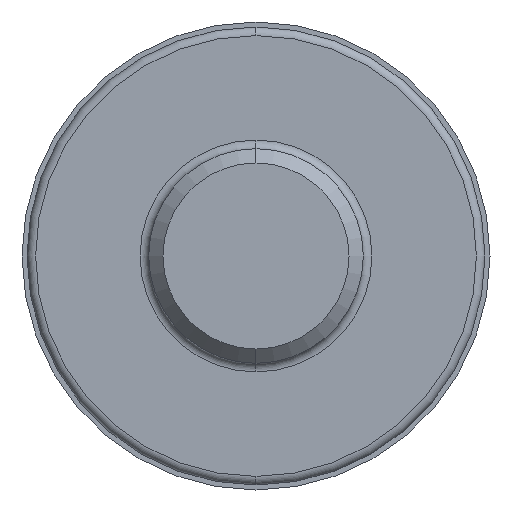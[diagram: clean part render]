
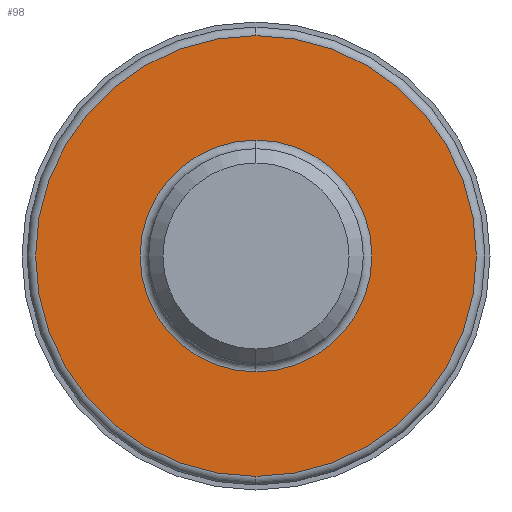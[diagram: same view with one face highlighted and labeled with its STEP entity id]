
A CAD part, left-side view. The second image highlights one B-rep face of the part: STEP entity #98.
In plain terms, the highlighted planar face has unit normal (-1, 0, 0).
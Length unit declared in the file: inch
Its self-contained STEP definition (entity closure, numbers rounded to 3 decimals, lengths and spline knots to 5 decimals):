
#72 = DIRECTION ( 'NONE',  ( 0., 0., 1. ) ) ;
#90 = CIRCLE ( 'NONE', #322, 0.77 ) ;
#98 = ADVANCED_FACE ( 'NONE', ( #316, #493 ), #816, .F. ) ;
#158 = CARTESIAN_POINT ( 'NONE',  ( 2.13, 0., 0. ) ) ;
#187 = CARTESIAN_POINT ( 'NONE',  ( 2.13, 0., -0.77 ) ) ;
#193 = DIRECTION ( 'NONE',  ( -1., 0., 0. ) ) ;
#200 = CARTESIAN_POINT ( 'NONE',  ( 2.13, 0., 0. ) ) ;
#211 = CARTESIAN_POINT ( 'NONE',  ( 2.13, 0., 0.77 ) ) ;
#214 = CARTESIAN_POINT ( 'NONE',  ( 2.13, 0., -0.405 ) ) ;
#225 = DIRECTION ( 'NONE',  ( -1., 0., 0. ) ) ;
#229 = VERTEX_POINT ( 'NONE', #187 ) ;
#232 = CARTESIAN_POINT ( 'NONE',  ( 2.13, 0., 0. ) ) ;
#252 = ORIENTED_EDGE ( 'NONE', *, *, #376, .T. ) ;
#294 = CARTESIAN_POINT ( 'NONE',  ( 2.13, 0.405, 0. ) ) ;
#310 = VERTEX_POINT ( 'NONE', #525 ) ;
#316 = FACE_BOUND ( 'NONE', #752, .T. ) ;
#322 = AXIS2_PLACEMENT_3D ( 'NONE', #158, #690, #567 ) ;
#323 = DIRECTION ( 'NONE',  ( 0., 0., 1. ) ) ;
#361 = DIRECTION ( 'NONE',  ( 1., 0., 0. ) ) ;
#376 = EDGE_CURVE ( 'NONE', #229, #643, #540, .T. ) ;
#392 = ORIENTED_EDGE ( 'NONE', *, *, #578, .T. ) ;
#456 = ORIENTED_EDGE ( 'NONE', *, *, #800, .F. ) ;
#469 = AXIS2_PLACEMENT_3D ( 'NONE', #232, #225, #323 ) ;
#474 = AXIS2_PLACEMENT_3D ( 'NONE', #585, #193, #72 ) ;
#484 = ORIENTED_EDGE ( 'NONE', *, *, #620, .F. ) ;
#486 = AXIS2_PLACEMENT_3D ( 'NONE', #200, #541, #721 ) ;
#493 = FACE_OUTER_BOUND ( 'NONE', #529, .T. ) ;
#498 = DIRECTION ( 'NONE',  ( 0., 0., -1. ) ) ;
#518 = CIRCLE ( 'NONE', #474, 0.405 ) ;
#525 = CARTESIAN_POINT ( 'NONE',  ( 2.13, 0., 0.405 ) ) ;
#529 = EDGE_LOOP ( 'NONE', ( #392, #252 ) ) ;
#540 = CIRCLE ( 'NONE', #469, 0.77 ) ;
#541 = DIRECTION ( 'NONE',  ( -1., 0., 0. ) ) ;
#567 = DIRECTION ( 'NONE',  ( 0., 0., 1. ) ) ;
#578 = EDGE_CURVE ( 'NONE', #643, #229, #90, .T. ) ;
#585 = CARTESIAN_POINT ( 'NONE',  ( 2.13, 0., 0. ) ) ;
#620 = EDGE_CURVE ( 'NONE', #658, #310, #518, .T. ) ;
#643 = VERTEX_POINT ( 'NONE', #211 ) ;
#658 = VERTEX_POINT ( 'NONE', #214 ) ;
#690 = DIRECTION ( 'NONE',  ( -1., 0., 0. ) ) ;
#721 = DIRECTION ( 'NONE',  ( 0., 0., 1. ) ) ;
#752 = EDGE_LOOP ( 'NONE', ( #456, #484 ) ) ;
#772 = AXIS2_PLACEMENT_3D ( 'NONE', #294, #361, #498 ) ;
#800 = EDGE_CURVE ( 'NONE', #310, #658, #822, .T. ) ;
#816 = PLANE ( 'NONE',  #772 ) ;
#822 = CIRCLE ( 'NONE', #486, 0.405 ) ;
